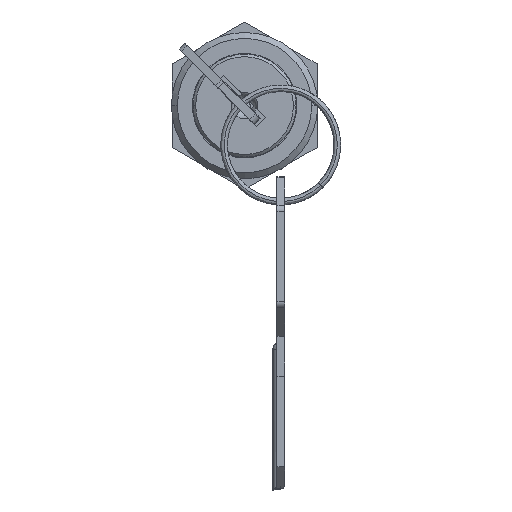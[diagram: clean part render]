
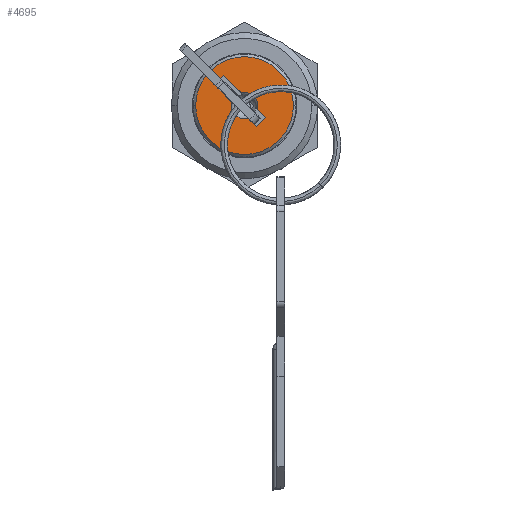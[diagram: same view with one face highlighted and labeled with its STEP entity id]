
A CAD part, top view. The second image highlights one B-rep face of the part: STEP entity #4695.
In plain terms, the highlighted planar face has unit normal (0, 0, 1).
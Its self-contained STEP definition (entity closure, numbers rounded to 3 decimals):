
#339 = CARTESIAN_POINT ( 'NONE',  ( 0., 0., 4.4 ) ) ;
#340 = DIRECTION ( 'NONE',  ( 0., 0., 1. ) ) ;
#341 = DIRECTION ( 'NONE',  ( -1., 0., 0. ) ) ;
#342 = CARTESIAN_POINT ( 'NONE',  ( -4.596, 3.182, 4.4 ) ) ;
#343 = DIRECTION ( 'NONE',  ( 0.707, -0.707, 0. ) ) ;
#344 = CARTESIAN_POINT ( 'NONE',  ( -4.596, 3.182, 4.4 ) ) ;
#345 = DIRECTION ( 'NONE',  ( 0.707, -0.707, 0. ) ) ;
#346 = CARTESIAN_POINT ( 'NONE',  ( 1.768, -3.182, 4.4 ) ) ;
#347 = DIRECTION ( 'NONE',  ( 0.707, 0.707, 0. ) ) ;
#764 = PLANE ( 'NONE',  #2013 ) ;
#765 = CARTESIAN_POINT ( 'NONE',  ( 0., 0., 4.4 ) ) ;
#766 = DIRECTION ( 'NONE',  ( 0., 0., -1. ) ) ;
#767 = DIRECTION ( 'NONE',  ( -1., 0., 0. ) ) ;
#1143 = FACE_OUTER_BOUND ( 'NONE', #3725, .T. ) ;
#1144 = FACE_BOUND ( 'NONE', #3724, .T. ) ;
#1228 = EDGE_CURVE ( 'NONE', #2565, #2884, #5436, .T. ) ;
#1230 = EDGE_CURVE ( 'NONE', #2550, #2573, #3821, .T. ) ;
#1232 = EDGE_CURVE ( 'NONE', #2573, #2563, #5440, .T. ) ;
#1236 = EDGE_CURVE ( 'NONE', #2567, #2561, #3826, .T. ) ;
#1241 = EDGE_CURVE ( 'NONE', #2563, #2567, #3829, .T. ) ;
#1363 = CARTESIAN_POINT ( 'NONE',  ( 0., 0., 4.4 ) ) ;
#1364 = DIRECTION ( 'NONE',  ( 0., 0., 1. ) ) ;
#1365 = DIRECTION ( 'NONE',  ( -1., 0., 0. ) ) ;
#1368 = CARTESIAN_POINT ( 'NONE',  ( 3.182, -1.768, 4.4 ) ) ;
#1369 = DIRECTION ( 'NONE',  ( -0.707, 0.707, 0. ) ) ;
#1372 = CARTESIAN_POINT ( 'NONE',  ( 0., 0., 4.4 ) ) ;
#1373 = DIRECTION ( 'NONE',  ( 0., 0., 1. ) ) ;
#1374 = DIRECTION ( 'NONE',  ( -1., 0., 0. ) ) ;
#1381 = CARTESIAN_POINT ( 'NONE',  ( -3.182, 4.596, 4.4 ) ) ;
#1382 = DIRECTION ( 'NONE',  ( -0.707, -0.707, 0. ) ) ;
#1393 = CARTESIAN_POINT ( 'NONE',  ( 3.182, -1.768, 4.4 ) ) ;
#1394 = DIRECTION ( 'NONE',  ( -0.707, 0.707, 0. ) ) ;
#1517 = CIRCLE ( 'NONE', #1530, 7.35 ) ;
#1526 = CIRCLE ( 'NONE', #1537, 2. ) ;
#1530 = AXIS2_PLACEMENT_3D ( 'NONE', #3690, #3691, #3692 ) ;
#1537 = AXIS2_PLACEMENT_3D ( 'NONE', #339, #340, #341 ) ;
#1538 = VECTOR ( 'NONE', #343, 1000. ) ;
#1540 = VECTOR ( 'NONE', #345, 1000. ) ;
#1541 = VECTOR ( 'NONE', #347, 1000. ) ;
#2013 = AXIS2_PLACEMENT_3D ( 'NONE', #765, #766, #767 ) ;
#2161 = CARTESIAN_POINT ( 'NONE',  ( 3.182, -1.768, 4.4 ) ) ;
#2165 = CARTESIAN_POINT ( 'NONE',  ( 1.768, -3.182, 4.4 ) ) ;
#2172 = CARTESIAN_POINT ( 'NONE',  ( -4.596, 3.182, 4.4 ) ) ;
#2174 = CARTESIAN_POINT ( 'NONE',  ( -0.518, 1.932, 4.4 ) ) ;
#2176 = CARTESIAN_POINT ( 'NONE',  ( -7.35, 0., 4.4 ) ) ;
#2178 = CARTESIAN_POINT ( 'NONE',  ( -3.182, 4.596, 4.4 ) ) ;
#2184 = CARTESIAN_POINT ( 'NONE',  ( 1.932, -0.518, 4.4 ) ) ;
#2188 = CARTESIAN_POINT ( 'NONE',  ( -1.932, 0.518, 4.4 ) ) ;
#2189 = CARTESIAN_POINT ( 'NONE',  ( 0.518, -1.932, 4.4 ) ) ;
#2200 = CARTESIAN_POINT ( 'NONE',  ( 7.35, 0., 4.4 ) ) ;
#2550 = VERTEX_POINT ( 'NONE', #2161 ) ;
#2554 = VERTEX_POINT ( 'NONE', #2165 ) ;
#2561 = VERTEX_POINT ( 'NONE', #2172 ) ;
#2563 = VERTEX_POINT ( 'NONE', #2174 ) ;
#2565 = VERTEX_POINT ( 'NONE', #2176 ) ;
#2567 = VERTEX_POINT ( 'NONE', #2178 ) ;
#2573 = VERTEX_POINT ( 'NONE', #2184 ) ;
#2872 = VERTEX_POINT ( 'NONE', #2188 ) ;
#2873 = VERTEX_POINT ( 'NONE', #2189 ) ;
#2884 = VERTEX_POINT ( 'NONE', #2200 ) ;
#3370 = LINE ( 'NONE', #342, #1538 ) ;
#3371 = LINE ( 'NONE', #344, #1540 ) ;
#3372 = LINE ( 'NONE', #346, #1541 ) ;
#3534 = ORIENTED_EDGE ( 'NONE', *, *, #1232, .F. ) ;
#3535 = ORIENTED_EDGE ( 'NONE', *, *, #4940, .T. ) ;
#3540 = ORIENTED_EDGE ( 'NONE', *, *, #1228, .T. ) ;
#3690 = CARTESIAN_POINT ( 'NONE',  ( 0., 0., 4.4 ) ) ;
#3691 = DIRECTION ( 'NONE',  ( 0., 0., 1. ) ) ;
#3692 = DIRECTION ( 'NONE',  ( -1., 0., 0. ) ) ;
#3724 = EDGE_LOOP ( 'NONE', ( #3534, #5861, #5859, #5858, #5860, #5856, #5855, #5857 ) ) ;
#3725 = EDGE_LOOP ( 'NONE', ( #3540, #3535 ) ) ;
#3821 = LINE ( 'NONE', #1368, #5441 ) ;
#3826 = LINE ( 'NONE', #1381, #5449 ) ;
#3829 = LINE ( 'NONE', #1393, #5455 ) ;
#4695 = ADVANCED_FACE ( 'NONE', ( #1143, #1144 ), #764, .F. ) ;
#4940 = EDGE_CURVE ( 'NONE', #2884, #2565, #1517, .T. ) ;
#4945 = EDGE_CURVE ( 'NONE', #2872, #2873, #1526, .T. ) ;
#4946 = EDGE_CURVE ( 'NONE', #2561, #2872, #3370, .T. ) ;
#4947 = EDGE_CURVE ( 'NONE', #2873, #2554, #3371, .T. ) ;
#4948 = EDGE_CURVE ( 'NONE', #2554, #2550, #3372, .T. ) ;
#5436 = CIRCLE ( 'NONE', #5438, 7.35 ) ;
#5438 = AXIS2_PLACEMENT_3D ( 'NONE', #1363, #1364, #1365 ) ;
#5440 = CIRCLE ( 'NONE', #5444, 2. ) ;
#5441 = VECTOR ( 'NONE', #1369, 1000. ) ;
#5444 = AXIS2_PLACEMENT_3D ( 'NONE', #1372, #1373, #1374 ) ;
#5449 = VECTOR ( 'NONE', #1382, 1000. ) ;
#5455 = VECTOR ( 'NONE', #1394, 1000. ) ;
#5855 = ORIENTED_EDGE ( 'NONE', *, *, #1236, .F. ) ;
#5856 = ORIENTED_EDGE ( 'NONE', *, *, #4946, .F. ) ;
#5857 = ORIENTED_EDGE ( 'NONE', *, *, #1241, .F. ) ;
#5858 = ORIENTED_EDGE ( 'NONE', *, *, #4947, .F. ) ;
#5859 = ORIENTED_EDGE ( 'NONE', *, *, #4948, .F. ) ;
#5860 = ORIENTED_EDGE ( 'NONE', *, *, #4945, .F. ) ;
#5861 = ORIENTED_EDGE ( 'NONE', *, *, #1230, .F. ) ;
